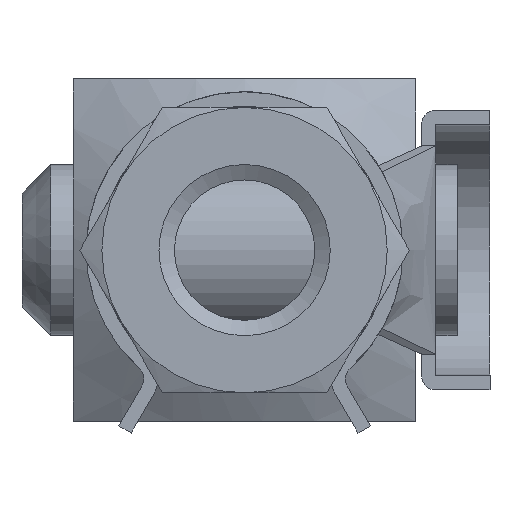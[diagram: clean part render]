
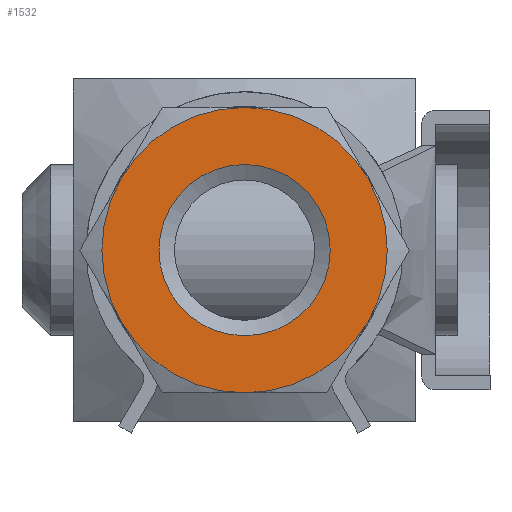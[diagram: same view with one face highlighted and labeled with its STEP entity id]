
A CAD part, left-side view. The second image highlights one B-rep face of the part: STEP entity #1532.
In plain terms, the highlighted face is planar.
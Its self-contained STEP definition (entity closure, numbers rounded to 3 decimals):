
#260=PLANE('',#1635);
#348=ORIENTED_EDGE('',*,*,#641,.F.);
#349=ORIENTED_EDGE('',*,*,#672,.T.);
#350=ORIENTED_EDGE('',*,*,#673,.T.);
#351=ORIENTED_EDGE('',*,*,#677,.T.);
#352=ORIENTED_EDGE('',*,*,#676,.T.);
#353=ORIENTED_EDGE('',*,*,#675,.T.);
#354=ORIENTED_EDGE('',*,*,#674,.T.);
#641=EDGE_CURVE('',#815,#815,#930,.T.);
#672=EDGE_CURVE('',#823,#819,#931,.F.);
#673=EDGE_CURVE('',#819,#839,#932,.F.);
#674=EDGE_CURVE('',#827,#823,#933,.F.);
#675=EDGE_CURVE('',#831,#827,#934,.F.);
#676=EDGE_CURVE('',#835,#831,#935,.F.);
#677=EDGE_CURVE('',#839,#835,#936,.F.);
#815=VERTEX_POINT('',#2118);
#819=VERTEX_POINT('',#2132);
#823=VERTEX_POINT('',#2154);
#827=VERTEX_POINT('',#2176);
#831=VERTEX_POINT('',#2198);
#835=VERTEX_POINT('',#2220);
#839=VERTEX_POINT('',#2242);
#930=CIRCLE('',#1616,3.);
#931=CIRCLE('',#1624,5.);
#932=CIRCLE('',#1626,5.);
#933=CIRCLE('',#1628,5.);
#934=CIRCLE('',#1630,5.);
#935=CIRCLE('',#1632,5.);
#936=CIRCLE('',#1634,5.);
#1001=EDGE_LOOP('',(#348));
#1002=EDGE_LOOP('',(#349,#350,#351,#352,#353,#354));
#1104=FACE_BOUND('',#1001,.T.);
#1105=FACE_BOUND('',#1002,.T.);
#1532=ADVANCED_FACE('',(#1104,#1105),#260,.F.);
#1616=AXIS2_PLACEMENT_3D('',#2117,#1759,#1760);
#1624=AXIS2_PLACEMENT_3D('',#2252,#1781,#1782);
#1626=AXIS2_PLACEMENT_3D('',#2254,#1785,#1786);
#1628=AXIS2_PLACEMENT_3D('',#2256,#1789,#1790);
#1630=AXIS2_PLACEMENT_3D('',#2258,#1793,#1794);
#1632=AXIS2_PLACEMENT_3D('',#2260,#1797,#1798);
#1634=AXIS2_PLACEMENT_3D('',#2262,#1801,#1802);
#1635=AXIS2_PLACEMENT_3D('',#2263,#1803,#1804);
#1759=DIRECTION('',(0.,0.,1.));
#1760=DIRECTION('',(1.,0.,0.));
#1781=DIRECTION('',(0.,0.,-1.));
#1782=DIRECTION('',(-1.,0.,0.));
#1785=DIRECTION('',(0.,0.,-1.));
#1786=DIRECTION('',(-1.,0.,0.));
#1789=DIRECTION('',(0.,0.,-1.));
#1790=DIRECTION('',(-1.,0.,0.));
#1793=DIRECTION('',(0.,0.,-1.));
#1794=DIRECTION('',(-1.,0.,0.));
#1797=DIRECTION('',(0.,0.,-1.));
#1798=DIRECTION('',(-1.,0.,0.));
#1801=DIRECTION('',(0.,0.,-1.));
#1802=DIRECTION('',(-1.,0.,0.));
#1803=DIRECTION('',(0.,0.,-1.));
#1804=DIRECTION('',(-1.,0.,0.));
#2117=CARTESIAN_POINT('',(0.,0.,3.));
#2118=CARTESIAN_POINT('',(3.,0.,3.));
#2132=CARTESIAN_POINT('',(-4.33,-2.5,3.));
#2154=CARTESIAN_POINT('',(-4.33,2.5,3.));
#2176=CARTESIAN_POINT('',(0.,5.,3.));
#2198=CARTESIAN_POINT('',(4.33,2.5,3.));
#2220=CARTESIAN_POINT('',(4.33,-2.5,3.));
#2242=CARTESIAN_POINT('',(0.,-5.,3.));
#2252=CARTESIAN_POINT('',(0.,0.,3.));
#2254=CARTESIAN_POINT('',(0.,0.,3.));
#2256=CARTESIAN_POINT('',(0.,0.,3.));
#2258=CARTESIAN_POINT('',(0.,0.,3.));
#2260=CARTESIAN_POINT('',(0.,0.,3.));
#2262=CARTESIAN_POINT('',(0.,0.,3.));
#2263=CARTESIAN_POINT('',(-5.774,0.,3.));
